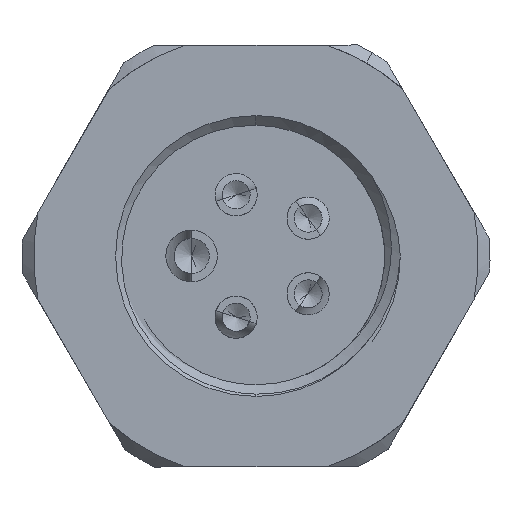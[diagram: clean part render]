
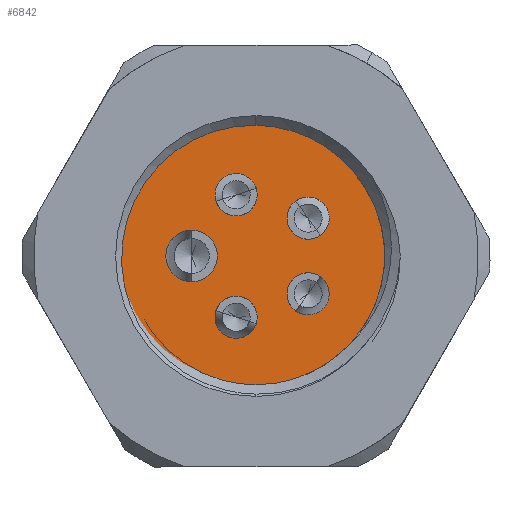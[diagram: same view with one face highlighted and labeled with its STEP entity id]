
A CAD part, left-side view. The second image highlights one B-rep face of the part: STEP entity #6842.
In plain terms, the highlighted face is planar.
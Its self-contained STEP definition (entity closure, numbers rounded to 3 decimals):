
#209 = DIRECTION ( 'NONE',  ( 1., 0., 0. ) ) ;
#233 = CIRCLE ( 'NONE', #4801, 0.9 ) ;
#450 = VERTEX_POINT ( 'NONE', #3209 ) ;
#632 = VERTEX_POINT ( 'NONE', #5445 ) ;
#810 = CARTESIAN_POINT ( 'NONE',  ( 13., 0., -6. ) ) ;
#985 = VERTEX_POINT ( 'NONE', #7717 ) ;
#1467 = FACE_BOUND ( 'NONE', #11654, .T. ) ;
#1484 = DIRECTION ( 'NONE',  ( 1., 0., 0. ) ) ;
#1495 = DIRECTION ( 'NONE',  ( 1., 0., 0. ) ) ;
#1712 = ORIENTED_EDGE ( 'NONE', *, *, #11944, .F. ) ;
#1948 = ORIENTED_EDGE ( 'NONE', *, *, #3876, .F. ) ;
#1992 = CARTESIAN_POINT ( 'NONE',  ( 13., 0., 0. ) ) ;
#2436 = CIRCLE ( 'NONE', #11862, 0.9 ) ;
#2573 = EDGE_CURVE ( 'NONE', #10337, #11335, #233, .T. ) ;
#2581 = DIRECTION ( 'NONE',  ( 1., 0., 0. ) ) ;
#2690 = CARTESIAN_POINT ( 'NONE',  ( 13., 0.85, -1.715 ) ) ;
#2966 = CARTESIAN_POINT ( 'NONE',  ( 13., 2.75, 0. ) ) ;
#3209 = CARTESIAN_POINT ( 'NONE',  ( 13., 0.85, 1.715 ) ) ;
#3266 = ORIENTED_EDGE ( 'NONE', *, *, #9084, .F. ) ;
#3488 = ORIENTED_EDGE ( 'NONE', *, *, #9602, .F. ) ;
#3746 = AXIS2_PLACEMENT_3D ( 'NONE', #12809, #6277, #11697 ) ;
#3795 = CARTESIAN_POINT ( 'NONE',  ( 13., -2.225, 2.516 ) ) ;
#3876 = EDGE_CURVE ( 'NONE', #6496, #632, #10216, .T. ) ;
#3908 = AXIS2_PLACEMENT_3D ( 'NONE', #8839, #6725, #13027 ) ;
#3977 = CIRCLE ( 'NONE', #11641, 1.1 ) ;
#3983 = CARTESIAN_POINT ( 'NONE',  ( 13., 0., 0. ) ) ;
#4224 = CARTESIAN_POINT ( 'NONE',  ( 13., -2.225, -0.716 ) ) ;
#4351 = ORIENTED_EDGE ( 'NONE', *, *, #2573, .F. ) ;
#4379 = CARTESIAN_POINT ( 'NONE',  ( 13., 0.85, -2.615 ) ) ;
#4401 = FACE_BOUND ( 'NONE', #5701, .T. ) ;
#4469 = FACE_OUTER_BOUND ( 'NONE', #6174, .T. ) ;
#4560 = DIRECTION ( 'NONE',  ( 0., 0., -1. ) ) ;
#4801 = AXIS2_PLACEMENT_3D ( 'NONE', #9783, #1495, #5730 ) ;
#4805 = AXIS2_PLACEMENT_3D ( 'NONE', #11248, #7027, #8230 ) ;
#4875 = DIRECTION ( 'NONE',  ( 0., 0., -1. ) ) ;
#4997 = DIRECTION ( 'NONE',  ( 1., 0., 0. ) ) ;
#5005 = CIRCLE ( 'NONE', #9179, 6. ) ;
#5047 = VERTEX_POINT ( 'NONE', #810 ) ;
#5195 = CARTESIAN_POINT ( 'NONE',  ( 13., 0.85, 3.515 ) ) ;
#5215 = CIRCLE ( 'NONE', #5664, 0.9 ) ;
#5333 = CIRCLE ( 'NONE', #7980, 1.1 ) ;
#5404 = FACE_BOUND ( 'NONE', #9965, .T. ) ;
#5445 = CARTESIAN_POINT ( 'NONE',  ( 13., 0.85, -3.515 ) ) ;
#5664 = AXIS2_PLACEMENT_3D ( 'NONE', #7909, #10289, #12402 ) ;
#5701 = EDGE_LOOP ( 'NONE', ( #3266, #11535 ) ) ;
#5730 = DIRECTION ( 'NONE',  ( 0., 0., -1. ) ) ;
#5902 = CIRCLE ( 'NONE', #9401, 6. ) ;
#6174 = EDGE_LOOP ( 'NONE', ( #10860, #1712 ) ) ;
#6246 = EDGE_CURVE ( 'NONE', #8031, #13532, #5333, .T. ) ;
#6277 = DIRECTION ( 'NONE',  ( 1., 0., 0. ) ) ;
#6381 = FACE_BOUND ( 'NONE', #7602, .T. ) ;
#6452 = FACE_BOUND ( 'NONE', #7087, .T. ) ;
#6496 = VERTEX_POINT ( 'NONE', #2690 ) ;
#6633 = AXIS2_PLACEMENT_3D ( 'NONE', #13177, #4997, #4875 ) ;
#6725 = DIRECTION ( 'NONE',  ( 1., 0., 0. ) ) ;
#6842 = ADVANCED_FACE ( 'NONE', ( #4401, #1467, #6452, #5404, #6381, #4469 ), #12913, .F. ) ;
#6858 = CARTESIAN_POINT ( 'NONE',  ( 13., -2.225, 0.716 ) ) ;
#6952 = CARTESIAN_POINT ( 'NONE',  ( 13., -2.225, -2.516 ) ) ;
#7027 = DIRECTION ( 'NONE',  ( 1., 0., 0. ) ) ;
#7087 = EDGE_LOOP ( 'NONE', ( #3488, #7267 ) ) ;
#7168 = DIRECTION ( 'NONE',  ( 1., 0., 0. ) ) ;
#7267 = ORIENTED_EDGE ( 'NONE', *, *, #8616, .F. ) ;
#7602 = EDGE_LOOP ( 'NONE', ( #8961, #10606 ) ) ;
#7640 = CARTESIAN_POINT ( 'NONE',  ( 13., 0., 0. ) ) ;
#7705 = CIRCLE ( 'NONE', #6633, 0.9 ) ;
#7717 = CARTESIAN_POINT ( 'NONE',  ( 13., 0., 6. ) ) ;
#7909 = CARTESIAN_POINT ( 'NONE',  ( 13., 0.85, -2.615 ) ) ;
#7980 = AXIS2_PLACEMENT_3D ( 'NONE', #2966, #7168, #11324 ) ;
#7992 = DIRECTION ( 'NONE',  ( 0., 0., -1. ) ) ;
#8031 = VERTEX_POINT ( 'NONE', #12327 ) ;
#8168 = DIRECTION ( 'NONE',  ( -1., 0., 0. ) ) ;
#8230 = DIRECTION ( 'NONE',  ( 0., 0., -1. ) ) ;
#8385 = CARTESIAN_POINT ( 'NONE',  ( 13., 2.75, -1.1 ) ) ;
#8400 = EDGE_CURVE ( 'NONE', #9809, #450, #12069, .T. ) ;
#8616 = EDGE_CURVE ( 'NONE', #12387, #9583, #2436, .T. ) ;
#8723 = DIRECTION ( 'NONE',  ( 0., 0., 1. ) ) ;
#8839 = CARTESIAN_POINT ( 'NONE',  ( 13., 0.85, 2.615 ) ) ;
#8961 = ORIENTED_EDGE ( 'NONE', *, *, #11106, .F. ) ;
#9084 = EDGE_CURVE ( 'NONE', #13532, #8031, #3977, .T. ) ;
#9179 = AXIS2_PLACEMENT_3D ( 'NONE', #3983, #8168, #13309 ) ;
#9401 = AXIS2_PLACEMENT_3D ( 'NONE', #1992, #13250, #12209 ) ;
#9583 = VERTEX_POINT ( 'NONE', #6952 ) ;
#9602 = EDGE_CURVE ( 'NONE', #9583, #12387, #7705, .T. ) ;
#9783 = CARTESIAN_POINT ( 'NONE',  ( 13., -2.225, 1.616 ) ) ;
#9809 = VERTEX_POINT ( 'NONE', #5195 ) ;
#9965 = EDGE_LOOP ( 'NONE', ( #13109, #4351 ) ) ;
#10216 = CIRCLE ( 'NONE', #12863, 0.9 ) ;
#10289 = DIRECTION ( 'NONE',  ( 1., 0., 0. ) ) ;
#10337 = VERTEX_POINT ( 'NONE', #3795 ) ;
#10476 = DIRECTION ( 'NONE',  ( 0., 0., -1. ) ) ;
#10606 = ORIENTED_EDGE ( 'NONE', *, *, #8400, .F. ) ;
#10733 = ORIENTED_EDGE ( 'NONE', *, *, #10992, .F. ) ;
#10860 = ORIENTED_EDGE ( 'NONE', *, *, #11941, .F. ) ;
#10992 = EDGE_CURVE ( 'NONE', #632, #6496, #5215, .T. ) ;
#11106 = EDGE_CURVE ( 'NONE', #450, #9809, #12915, .T. ) ;
#11248 = CARTESIAN_POINT ( 'NONE',  ( 13., -2.225, 1.616 ) ) ;
#11324 = DIRECTION ( 'NONE',  ( 0., 0., -1. ) ) ;
#11335 = VERTEX_POINT ( 'NONE', #6858 ) ;
#11535 = ORIENTED_EDGE ( 'NONE', *, *, #6246, .F. ) ;
#11578 = CIRCLE ( 'NONE', #4805, 0.9 ) ;
#11641 = AXIS2_PLACEMENT_3D ( 'NONE', #13000, #1484, #4560 ) ;
#11654 = EDGE_LOOP ( 'NONE', ( #10733, #1948 ) ) ;
#11697 = DIRECTION ( 'NONE',  ( 0., 0., -1. ) ) ;
#11837 = AXIS2_PLACEMENT_3D ( 'NONE', #7640, #11877, #8723 ) ;
#11862 = AXIS2_PLACEMENT_3D ( 'NONE', #13206, #2581, #7992 ) ;
#11877 = DIRECTION ( 'NONE',  ( -1., 0., 0. ) ) ;
#11941 = EDGE_CURVE ( 'NONE', #985, #5047, #5902, .T. ) ;
#11944 = EDGE_CURVE ( 'NONE', #5047, #985, #5005, .T. ) ;
#12013 = EDGE_CURVE ( 'NONE', #11335, #10337, #11578, .T. ) ;
#12069 = CIRCLE ( 'NONE', #3746, 0.9 ) ;
#12209 = DIRECTION ( 'NONE',  ( 0., 0., 1. ) ) ;
#12327 = CARTESIAN_POINT ( 'NONE',  ( 13., 2.75, 1.1 ) ) ;
#12387 = VERTEX_POINT ( 'NONE', #4224 ) ;
#12402 = DIRECTION ( 'NONE',  ( 0., 0., -1. ) ) ;
#12809 = CARTESIAN_POINT ( 'NONE',  ( 13., 0.85, 2.615 ) ) ;
#12863 = AXIS2_PLACEMENT_3D ( 'NONE', #4379, #209, #10476 ) ;
#12913 = PLANE ( 'NONE',  #11837 ) ;
#12915 = CIRCLE ( 'NONE', #3908, 0.9 ) ;
#13000 = CARTESIAN_POINT ( 'NONE',  ( 13., 2.75, 0. ) ) ;
#13027 = DIRECTION ( 'NONE',  ( 0., 0., -1. ) ) ;
#13109 = ORIENTED_EDGE ( 'NONE', *, *, #12013, .F. ) ;
#13177 = CARTESIAN_POINT ( 'NONE',  ( 13., -2.225, -1.616 ) ) ;
#13206 = CARTESIAN_POINT ( 'NONE',  ( 13., -2.225, -1.616 ) ) ;
#13250 = DIRECTION ( 'NONE',  ( -1., 0., 0. ) ) ;
#13309 = DIRECTION ( 'NONE',  ( 0., 0., 1. ) ) ;
#13532 = VERTEX_POINT ( 'NONE', #8385 ) ;
